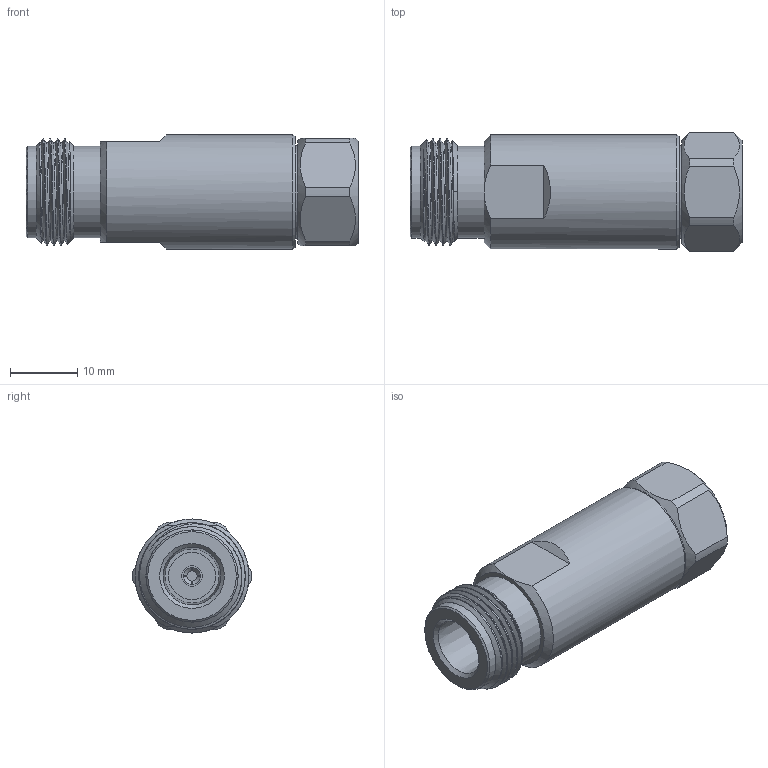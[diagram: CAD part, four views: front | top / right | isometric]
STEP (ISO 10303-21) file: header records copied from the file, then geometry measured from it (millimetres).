
FILE_DESCRIPTION (( 'STEP AP203' ), '1' );
FILE_NAME ('PE44727_3D.step', '2022-04-19T14:11:15', ( '' ), ( '' ), 'SwSTEP 2.0', 'SolidWorks 2021', '' );
FILE_SCHEMA (( 'CONFIG_CONTROL_DESIGN' ));
Length unit declared in the file: inch
Products named in the file (1): PE44727_3D
Bounding box: 49.5 x 17.73 x 17 mm (x, y, z)
Volume: 8801.1 mm3; surface area: 3957.4 mm2
Topology: 1 solids, 1 shells, 75 faces, 188 edges, 124 vertices
Faces by surface type: plane 33, cylinder 23, cone 16, bspline 3
Full cylindrical faces by diameter (mm): 1.524 x1, 3.048 x1, 6.985 x1, 9.682 x1, 13.716 x2, 13.803 x1, 17 x1
Entity records: 4388 total; most frequent: CARTESIAN_POINT 2727, ORIENTED_EDGE 332, DIRECTION 300, EDGE_CURVE 166, AXIS2_PLACEMENT_3D 129, VERTEX_POINT 118, EDGE_LOOP 100, FACE_OUTER_BOUND 83
